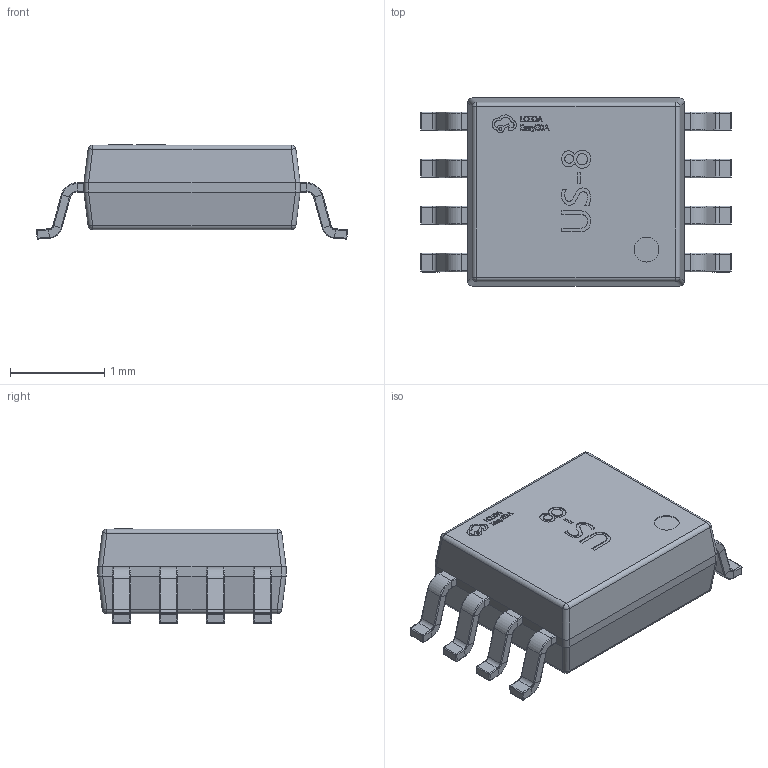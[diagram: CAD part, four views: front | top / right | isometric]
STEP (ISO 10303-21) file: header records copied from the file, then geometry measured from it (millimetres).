
FILE_DESCRIPTION (( 'STEP AP214' ), '1' );
FILE_NAME ('US-8_L2.0-W2.3-H0.9-LS3.1-P0.50.step', '2022-08-04T09:18:40', ( '' ), ( '' ), 'SwSTEP 2.0', 'SolidWorks 2020', '' );
FILE_SCHEMA (( 'AUTOMOTIVE_DESIGN' ));
Length unit declared in the file: millimetre
Products named in the file (1): US-8_L2.0-W2.3-H0.9-LS3.1-P0.50
Bounding box: 3.31 x 2 x 1 mm (x, y, z)
Volume: 4.1 mm3; surface area: 20 mm2
Topology: 22 solids, 22 shells, 793 faces, 1853 edges, 1102 vertices
Faces by surface type: plane 355, cylinder 182, bspline 144, torus 64, sphere 48
Entity records: 33997 total; most frequent: CARTESIAN_POINT 8005, ORIENTED_EDGE 3642, DIRECTION 3233, EDGE_CURVE 1821, VERTEX_POINT 1086, AXIS2_PLACEMENT_3D 1078, LINE 1077, VECTOR 1077
